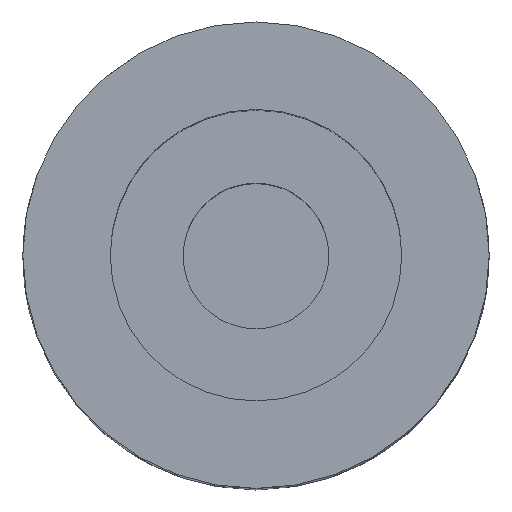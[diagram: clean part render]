
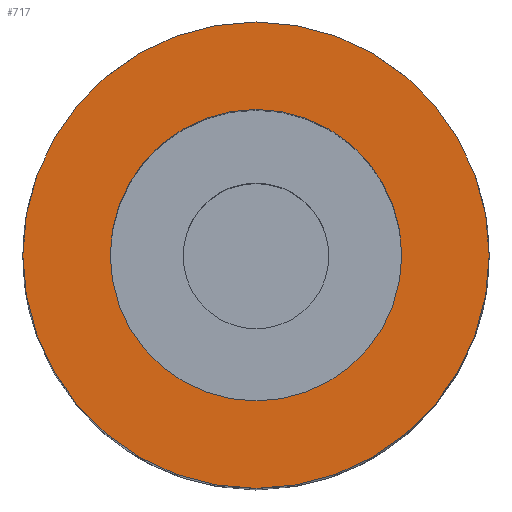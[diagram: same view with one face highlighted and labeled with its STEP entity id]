
A CAD part, top view. The second image highlights one B-rep face of the part: STEP entity #717.
In plain terms, the highlighted planar face has unit normal (0, 0, 1).
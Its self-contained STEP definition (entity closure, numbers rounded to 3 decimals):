
#23 = AXIS2_PLACEMENT_3D ( 'NONE', #747, #24, #530 ) ;
#24 = DIRECTION ( 'NONE',  ( 0., 0., 1. ) ) ;
#40 = DIRECTION ( 'NONE',  ( 0., 0., 1. ) ) ;
#85 = AXIS2_PLACEMENT_3D ( 'NONE', #915, #272, #849 ) ;
#98 = DIRECTION ( 'NONE',  ( 0., 0., 1. ) ) ;
#111 = ORIENTED_EDGE ( 'NONE', *, *, #200, .T. ) ;
#140 = CARTESIAN_POINT ( 'NONE',  ( 16., 0., 63. ) ) ;
#159 = EDGE_CURVE ( 'NONE', #343, #522, #332, .T. ) ;
#194 = PLANE ( 'NONE',  #205 ) ;
#200 = EDGE_CURVE ( 'NONE', #522, #343, #809, .T. ) ;
#205 = AXIS2_PLACEMENT_3D ( 'NONE', #843, #462, #822 ) ;
#218 = VERTEX_POINT ( 'NONE', #366 ) ;
#240 = CARTESIAN_POINT ( 'NONE',  ( 0., 0., 63. ) ) ;
#269 = AXIS2_PLACEMENT_3D ( 'NONE', #460, #40, #623 ) ;
#272 = DIRECTION ( 'NONE',  ( 0., 0., 1. ) ) ;
#301 = EDGE_LOOP ( 'NONE', ( #762, #547 ) ) ;
#326 = ORIENTED_EDGE ( 'NONE', *, *, #159, .T. ) ;
#332 = CIRCLE ( 'NONE', #781, 16. ) ;
#343 = VERTEX_POINT ( 'NONE', #400 ) ;
#366 = CARTESIAN_POINT ( 'NONE',  ( -10., 0., 63. ) ) ;
#400 = CARTESIAN_POINT ( 'NONE',  ( -16., 0., 63. ) ) ;
#401 = VERTEX_POINT ( 'NONE', #560 ) ;
#405 = EDGE_LOOP ( 'NONE', ( #111, #326 ) ) ;
#460 = CARTESIAN_POINT ( 'NONE',  ( 0., 0., 63. ) ) ;
#462 = DIRECTION ( 'NONE',  ( 0., 0., -1. ) ) ;
#472 = FACE_OUTER_BOUND ( 'NONE', #405, .T. ) ;
#493 = CIRCLE ( 'NONE', #85, 10. ) ;
#522 = VERTEX_POINT ( 'NONE', #140 ) ;
#530 = DIRECTION ( 'NONE',  ( 1., 0., 0. ) ) ;
#547 = ORIENTED_EDGE ( 'NONE', *, *, #911, .F. ) ;
#560 = CARTESIAN_POINT ( 'NONE',  ( 10., 0., 63. ) ) ;
#623 = DIRECTION ( 'NONE',  ( 1., 0., 0. ) ) ;
#676 = CIRCLE ( 'NONE', #269, 10. ) ;
#679 = DIRECTION ( 'NONE',  ( 1., 0., 0. ) ) ;
#717 = ADVANCED_FACE ( 'NONE', ( #879, #472 ), #194, .F. ) ;
#747 = CARTESIAN_POINT ( 'NONE',  ( 0., 0., 63. ) ) ;
#762 = ORIENTED_EDGE ( 'NONE', *, *, #872, .F. ) ;
#781 = AXIS2_PLACEMENT_3D ( 'NONE', #240, #98, #679 ) ;
#809 = CIRCLE ( 'NONE', #23, 16. ) ;
#822 = DIRECTION ( 'NONE',  ( -1., 0., 0. ) ) ;
#843 = CARTESIAN_POINT ( 'NONE',  ( 16., 0., 63. ) ) ;
#849 = DIRECTION ( 'NONE',  ( 1., 0., 0. ) ) ;
#872 = EDGE_CURVE ( 'NONE', #401, #218, #493, .T. ) ;
#879 = FACE_BOUND ( 'NONE', #301, .T. ) ;
#911 = EDGE_CURVE ( 'NONE', #218, #401, #676, .T. ) ;
#915 = CARTESIAN_POINT ( 'NONE',  ( 0., 0., 63. ) ) ;
